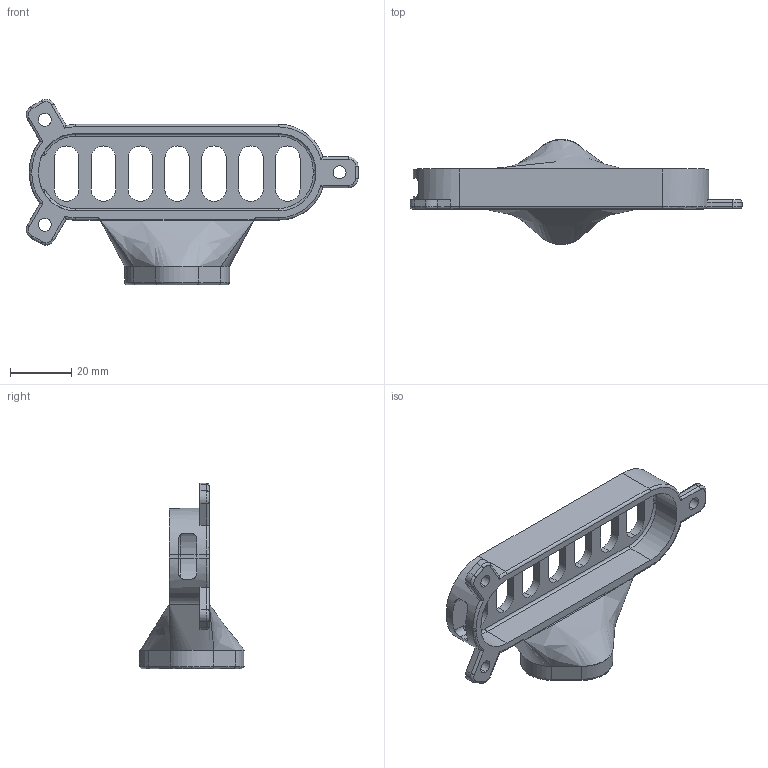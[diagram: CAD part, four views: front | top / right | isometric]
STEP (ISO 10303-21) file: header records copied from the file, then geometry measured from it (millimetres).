
FILE_DESCRIPTION (( 'STEP AP214' ), '1' );
FILE_NAME ('Camera mount back.STEP', '2025-12-12T12:20:08', ( '' ), ( '' ), 'SwSTEP 2.0', 'SolidWorks 2025', '' );
FILE_SCHEMA (( 'AUTOMOTIVE_DESIGN' ));
Length unit declared in the file: millimetre
Products named in the file (1): Camera mount back
Bounding box: 108.06 x 34.22 x 60.31 mm (x, y, z)
Volume: 28345.3 mm3; surface area: 13771.5 mm2
Topology: 1 solids, 1 shells, 201 faces, 513 edges, 322 vertices
Faces by surface type: cylinder 92, plane 58, torus 42, bspline 9
Entity records: 6586 total; most frequent: CARTESIAN_POINT 1536, DIRECTION 1116, ORIENTED_EDGE 1026, EDGE_CURVE 513, AXIS2_PLACEMENT_3D 444, VERTEX_POINT 322, CIRCLE 251, EDGE_LOOP 231
